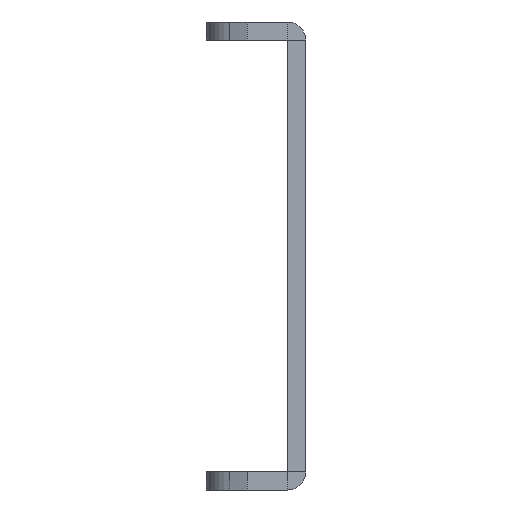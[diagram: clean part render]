
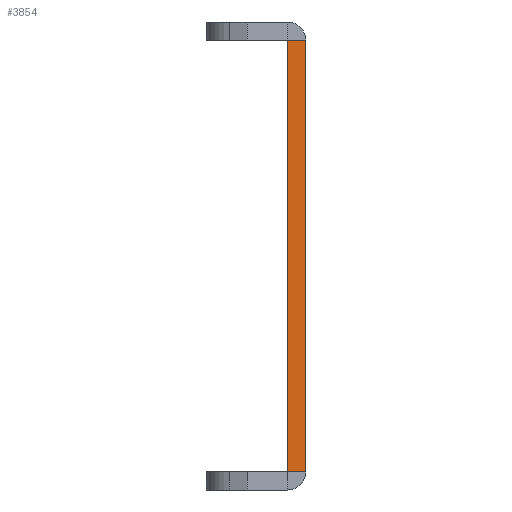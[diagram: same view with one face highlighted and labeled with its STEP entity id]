
A CAD part, left-side view. The second image highlights one B-rep face of the part: STEP entity #3854.
In plain terms, the highlighted planar face has unit normal (-1, 0, 0).
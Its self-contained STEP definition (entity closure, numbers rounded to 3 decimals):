
#85 = CARTESIAN_POINT ( 'NONE',  ( 0., 2., -2. ) ) ;
#91 = CARTESIAN_POINT ( 'NONE',  ( 0., 2., -50. ) ) ;
#132 = CARTESIAN_POINT ( 'NONE',  ( 0., 0., -2. ) ) ;
#145 = CARTESIAN_POINT ( 'NONE',  ( 0., 0., -50. ) ) ;
#781 = VERTEX_POINT ( 'NONE', #145 ) ;
#814 = VERTEX_POINT ( 'NONE', #132 ) ;
#847 = VERTEX_POINT ( 'NONE', #91 ) ;
#850 = VERTEX_POINT ( 'NONE', #85 ) ;
#1524 = LINE ( 'NONE', #4563, #1530 ) ;
#1526 = LINE ( 'NONE', #4568, #1528 ) ;
#1528 = VECTOR ( 'NONE', #4574, 1000. ) ;
#1530 = VECTOR ( 'NONE', #4556, 1000. ) ;
#1891 = EDGE_CURVE ( 'NONE', #850, #847, #4972, .T. ) ;
#2033 = DIRECTION ( 'NONE',  ( 0., 0., 1. ) ) ;
#2034 = DIRECTION ( 'NONE',  ( -1., 0., 0. ) ) ;
#2039 = CARTESIAN_POINT ( 'NONE',  ( 0., 2., -2. ) ) ;
#2040 = PLANE ( 'NONE',  #3460 ) ;
#2243 = DIRECTION ( 'NONE',  ( 0., 0., -1. ) ) ;
#2244 = CARTESIAN_POINT ( 'NONE',  ( 0., 0., 0. ) ) ;
#2887 = LINE ( 'NONE', #2244, #2889 ) ;
#2889 = VECTOR ( 'NONE', #2243, 1000. ) ;
#2955 = FACE_OUTER_BOUND ( 'NONE', #3026, .T. ) ;
#3026 = EDGE_LOOP ( 'NONE', ( #5217, #5218, #5219, #5220 ) ) ;
#3068 = EDGE_CURVE ( 'NONE', #850, #814, #1526, .T. ) ;
#3069 = EDGE_CURVE ( 'NONE', #847, #781, #1524, .T. ) ;
#3460 = AXIS2_PLACEMENT_3D ( 'NONE', #2039, #2034, #2033 ) ;
#3793 = EDGE_CURVE ( 'NONE', #814, #781, #2887, .T. ) ;
#3854 = ADVANCED_FACE ( 'NONE', ( #2955 ), #2040, .T. ) ;
#4556 = DIRECTION ( 'NONE',  ( 0., -1., 0. ) ) ;
#4563 = CARTESIAN_POINT ( 'NONE',  ( 0., 2., -50. ) ) ;
#4568 = CARTESIAN_POINT ( 'NONE',  ( 0., 2., -2. ) ) ;
#4574 = DIRECTION ( 'NONE',  ( 0., -1., 0. ) ) ;
#4810 = DIRECTION ( 'NONE',  ( 0., 0., -1. ) ) ;
#4811 = CARTESIAN_POINT ( 'NONE',  ( 0., 2., 0. ) ) ;
#4970 = VECTOR ( 'NONE', #4810, 1000. ) ;
#4972 = LINE ( 'NONE', #4811, #4970 ) ;
#5217 = ORIENTED_EDGE ( 'NONE', *, *, #3068, .F. ) ;
#5218 = ORIENTED_EDGE ( 'NONE', *, *, #1891, .T. ) ;
#5219 = ORIENTED_EDGE ( 'NONE', *, *, #3069, .T. ) ;
#5220 = ORIENTED_EDGE ( 'NONE', *, *, #3793, .F. ) ;
